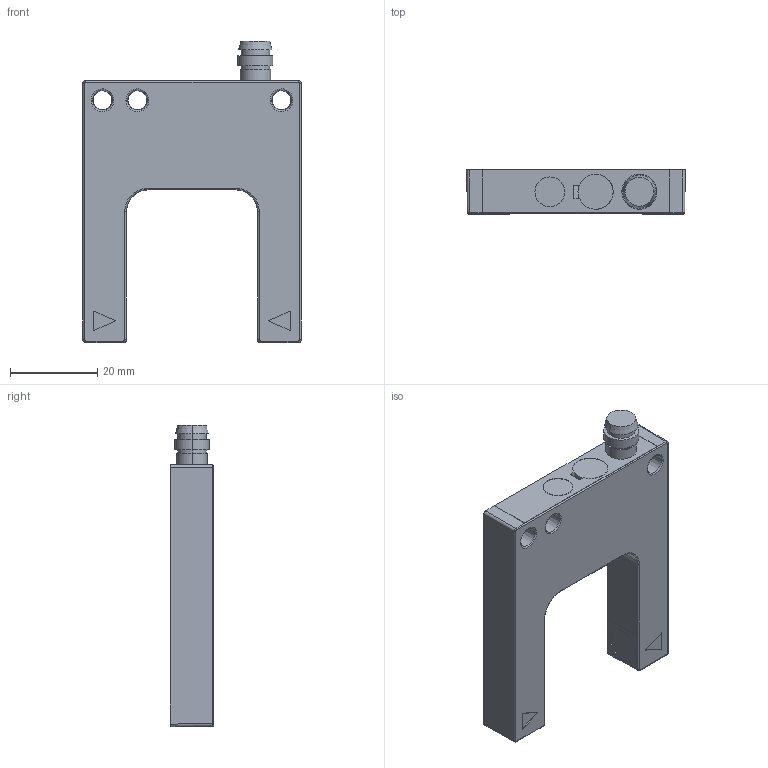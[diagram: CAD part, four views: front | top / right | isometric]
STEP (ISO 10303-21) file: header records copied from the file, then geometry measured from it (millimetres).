
FILE_DESCRIPTION((''),'2;1');
FILE_NAME('DB008731_2D_BASIS_GL3_CAD2327','2016-07-14T',('pfolte'),(''),'PRO/ENGINEER BY PARAMETRIC TECHNOLOGY CORPORATION, 2015440','PRO/ENGINEER BY PARAMETRIC TECHNOLOGY CORPORATION, 2015440','');
FILE_SCHEMA(('CONFIG_CONTROL_DESIGN'));
Length unit declared in the file: millimetre
Products named in the file (1): DB008731_2D_BASIS_GL3_CAD2327
Bounding box: 50 x 10 x 69 mm (x, y, z)
Volume: 19366.2 mm3; surface area: 7290.6 mm2
Topology: 1 solids, 1 shells, 103 faces, 261 edges, 171 vertices
Faces by surface type: plane 43, cylinder 30, torus 14, cone 10, bspline 6
Entity records: 4832 total; most frequent: CARTESIAN_POINT 685, DIRECTION 570, ORIENTED_EDGE 522, PRESENTATION_STYLE_ASSIGNMENT 360, STYLED_ITEM 263, CURVE_STYLE 261, EDGE_CURVE 261, AXIS2_PLACEMENT_3D 226
